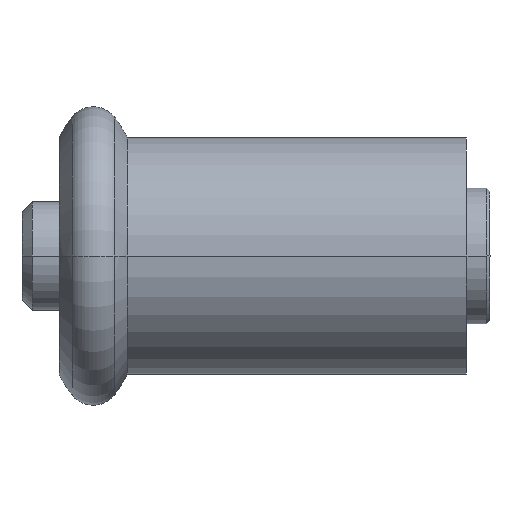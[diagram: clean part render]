
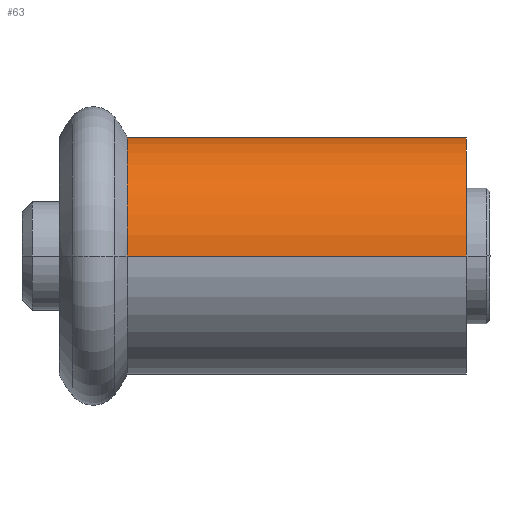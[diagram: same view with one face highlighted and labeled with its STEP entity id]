
A CAD part, left-side view. The second image highlights one B-rep face of the part: STEP entity #63.
In plain terms, the highlighted cylindrical face has radius 17.5 mm (diameter 35 mm), a partial arc.
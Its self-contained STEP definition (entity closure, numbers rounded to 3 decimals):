
#1=CARTESIAN_POINT('',(0.,-25.,0.));
#2=DIRECTION('',(0.,1.,0.));
#3=DIRECTION('',(-1.,0.,0.));
#4=AXIS2_PLACEMENT_3D('',#1,#2,#3);
#11=DIRECTION('',(0.,-1.,0.));
#12=VECTOR('',#11,50.);
#13=CARTESIAN_POINT('',(17.5,25.,0.));
#14=LINE('',#13,#12);
#15=DIRECTION('',(0.,-1.,0.));
#16=VECTOR('',#15,50.);
#17=CARTESIAN_POINT('',(-17.5,25.,0.));
#18=LINE('',#17,#16);
#24=CARTESIAN_POINT('',(0.,25.,0.));
#25=DIRECTION('',(0.,-1.,0.));
#26=DIRECTION('',(1.,0.,0.));
#27=AXIS2_PLACEMENT_3D('',#24,#25,#26);
#29=CARTESIAN_POINT('',(-17.5,-25.,0.));
#30=CARTESIAN_POINT('',(17.5,-25.,0.));
#31=VERTEX_POINT('',#29);
#32=VERTEX_POINT('',#30);
#33=CARTESIAN_POINT('',(17.5,25.,0.));
#34=VERTEX_POINT('',#33);
#35=CARTESIAN_POINT('',(-17.5,25.,0.));
#36=VERTEX_POINT('',#35);
#49=CARTESIAN_POINT('',(0.,27.5,0.));
#50=DIRECTION('',(0.,-1.,0.));
#51=DIRECTION('',(-1.,0.,0.));
#52=AXIS2_PLACEMENT_3D('',#49,#50,#51);
#53=CYLINDRICAL_SURFACE('',#52,17.5);
#55=ORIENTED_EDGE('',*,*,#54,.T.);
#56=ORIENTED_EDGE('',*,*,#42,.F.);
#58=ORIENTED_EDGE('',*,*,#57,.F.);
#60=ORIENTED_EDGE('',*,*,#59,.F.);
#61=EDGE_LOOP('',(#55,#56,#58,#60));
#62=FACE_OUTER_BOUND('',#61,.F.);
#63=ADVANCED_FACE('',(#62),#53,.T.);
#5=CIRCLE('',#4,17.5);
#28=CIRCLE('',#27,17.5);
#42=EDGE_CURVE('',#31,#32,#5,.T.);
#54=EDGE_CURVE('',#34,#32,#14,.T.);
#57=EDGE_CURVE('',#36,#31,#18,.T.);
#59=EDGE_CURVE('',#34,#36,#28,.T.);
